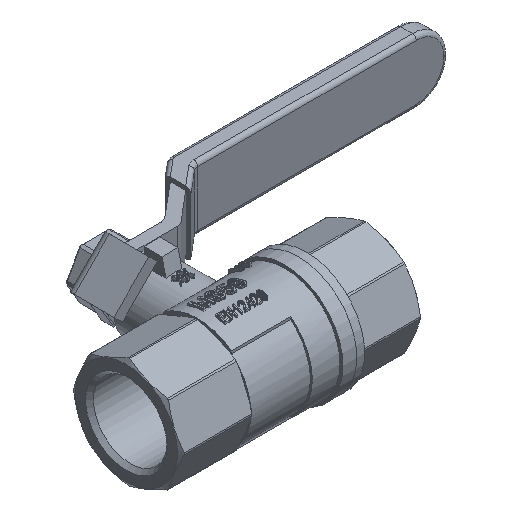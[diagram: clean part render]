
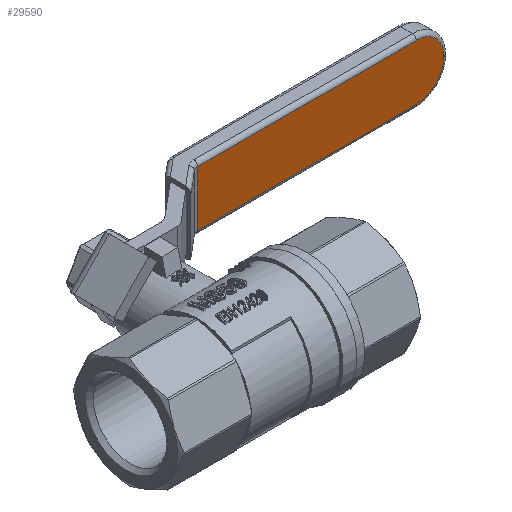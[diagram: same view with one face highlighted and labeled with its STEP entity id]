
A CAD part, isometric view. The second image highlights one B-rep face of the part: STEP entity #29590.
In plain terms, the highlighted planar face has unit normal (0, -1, 0).
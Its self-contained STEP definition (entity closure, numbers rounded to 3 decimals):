
#2953=LINE('',#49209,#4392);
#2954=LINE('',#49211,#4393);
#2955=LINE('',#49213,#4394);
#4392=VECTOR('',#39861,1000.);
#4393=VECTOR('',#39862,1000.);
#4394=VECTOR('',#39863,1000.);
#5488=PLANE('',#32607);
#11807=ORIENTED_EDGE('',*,*,#15319,.F.);
#11808=ORIENTED_EDGE('',*,*,#15320,.F.);
#11809=ORIENTED_EDGE('',*,*,#15321,.T.);
#11810=ORIENTED_EDGE('',*,*,#15322,.T.);
#11811=ORIENTED_EDGE('',*,*,#15323,.T.);
#15319=EDGE_CURVE('',#17610,#17611,#18015,.T.);
#15320=EDGE_CURVE('',#17612,#17610,#18016,.T.);
#15321=EDGE_CURVE('',#17612,#17613,#2953,.T.);
#15322=EDGE_CURVE('',#17613,#17614,#2954,.T.);
#15323=EDGE_CURVE('',#17614,#17611,#2955,.T.);
#17610=VERTEX_POINT('',#49205);
#17611=VERTEX_POINT('',#49206);
#17612=VERTEX_POINT('',#49208);
#17613=VERTEX_POINT('',#49210);
#17614=VERTEX_POINT('',#49212);
#18015=CIRCLE('',#32608,7.);
#18016=CIRCLE('',#32609,7.);
#19303=EDGE_LOOP('',(#11807,#11808,#11809,#11810,#11811));
#20636=FACE_BOUND('',#19303,.T.);
#29590=ADVANCED_FACE('',(#20636),#5488,.T.);
#32607=AXIS2_PLACEMENT_3D('',#49203,#39855,#39856);
#32608=AXIS2_PLACEMENT_3D('',#49204,#39857,#39858);
#32609=AXIS2_PLACEMENT_3D('',#49207,#39859,#39860);
#39855=DIRECTION('',(0.,-1.,0.));
#39856=DIRECTION('',(-1.,0.,0.));
#39857=DIRECTION('',(0.,1.,0.));
#39858=DIRECTION('',(1.,0.,0.));
#39859=DIRECTION('',(0.,1.,0.));
#39860=DIRECTION('',(0.,0.,1.));
#39861=DIRECTION('',(-1.,0.,0.));
#39862=DIRECTION('',(0.,0.,-1.));
#39863=DIRECTION('',(1.,0.,0.));
#49203=CARTESIAN_POINT('',(87.5,39.5,-14.));
#49204=CARTESIAN_POINT('',(79.5,39.5,-14.));
#49205=CARTESIAN_POINT('',(86.5,39.5,-14.));
#49206=CARTESIAN_POINT('',(79.5,39.5,-21.));
#49207=CARTESIAN_POINT('',(79.5,39.5,-14.));
#49208=CARTESIAN_POINT('',(79.5,39.5,-7.));
#49209=CARTESIAN_POINT('',(51.854,39.5,-7.));
#49210=CARTESIAN_POINT('',(24.207,39.5,-7.));
#49211=CARTESIAN_POINT('',(24.207,39.5,-14.));
#49212=CARTESIAN_POINT('',(24.207,39.5,-21.));
#49213=CARTESIAN_POINT('',(51.853,39.5,-21.));
